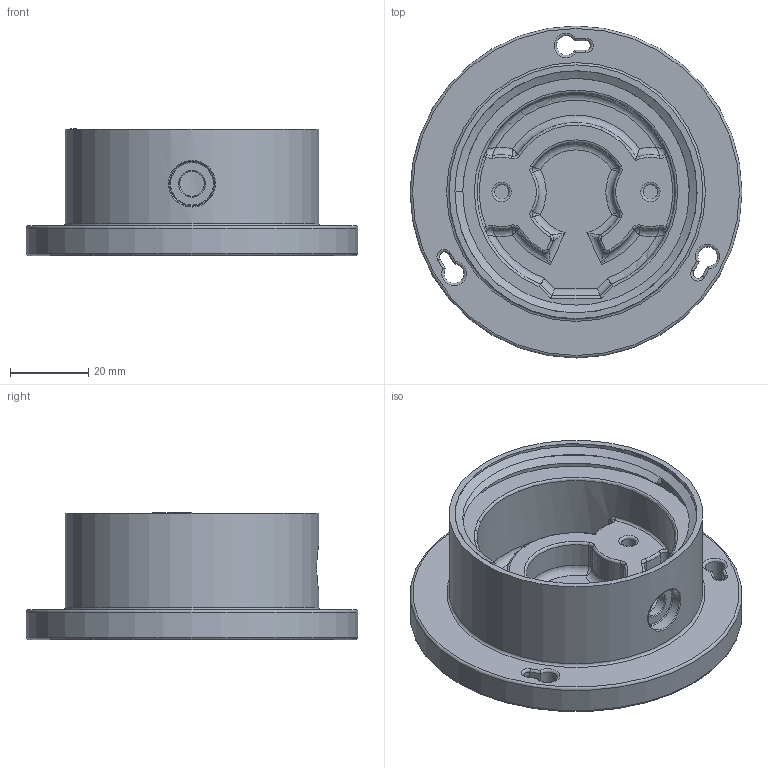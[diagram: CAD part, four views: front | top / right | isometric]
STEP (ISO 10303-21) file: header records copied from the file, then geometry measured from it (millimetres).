
FILE_DESCRIPTION(/* description */ ('STEP AP242','CAx-IF Rec.Pracs.---Representation and Presentation of Product Manufacturing Information (PMI)---4.0---2014-10-13','CAx-IF Rec.Pracs.---3D Tessellated Geometry---0.4---2014-09-14','2;1'),/* implementation_level */ '2;1');
FILE_NAME(/* name */ '665bb3805364a34917866500',/* time_stamp */ '2024-06-01T23:49:20Z',/* author */ (''),/* organization */ (''),/* preprocessor_version */ 'ST-DEVELOPER v20',/* originating_system */ ' ',/* authorisation */ ' ');
FILE_SCHEMA (('AP242_MANAGED_MODEL_BASED_3D_ENGINEERING_MIM_LF { 1 0 10303 442 1 1 4 }'));
Length unit declared in the file: metre
Products named in the file (1): Base
Bounding box: 85 x 85 x 32.54 mm (x, y, z)
Volume: 69602.8 mm3; surface area: 24895.9 mm2
Topology: 1 solids, 1 shells, 175 faces, 409 edges, 223 vertices
Faces by surface type: cylinder 65, torus 65, plane 23, bspline 22
Full cylindrical faces by diameter (mm): 3.683 x2, 6.35 x1, 11.43 x1, 62 x1, 65 x1, 85 x1
Entity records: 5779 total; most frequent: CARTESIAN_POINT 2070, DIRECTION 798, ORIENTED_EDGE 738, EDGE_CURVE 369, AXIS2_PLACEMENT_3D 344, VERTEX_POINT 219, EDGE_LOOP 204, FACE_BOUND 204
